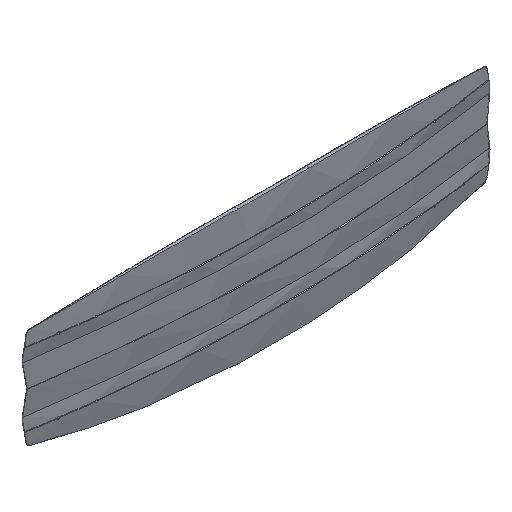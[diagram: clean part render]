
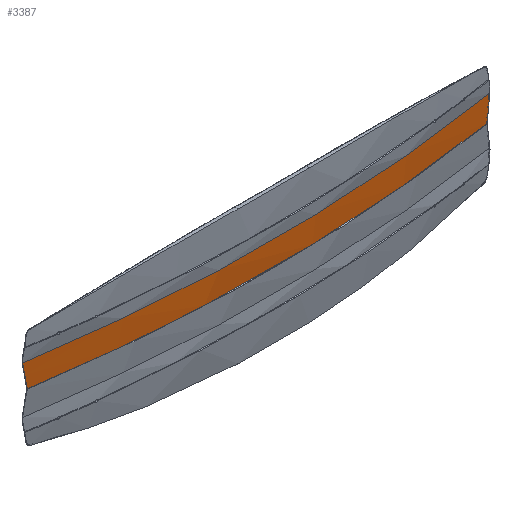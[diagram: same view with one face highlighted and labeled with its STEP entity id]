
A CAD part, isometric view. The second image highlights one B-rep face of the part: STEP entity #3387.
In plain terms, the highlighted free-form (B-spline) face has degree [1, 2] with [2, 3] control points.
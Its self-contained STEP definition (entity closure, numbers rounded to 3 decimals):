
#1123 = VERTEX_POINT('',#1124);
#1124 = CARTESIAN_POINT('',(-983.291,-1.806,
    99.36));
#1130 = EDGE_CURVE('',#1131,#1123,#1133,.T.);
#1131 = VERTEX_POINT('',#1132);
#1132 = CARTESIAN_POINT('',(983.291,-1.806,
    99.36));
#1133 = ( BOUNDED_CURVE() B_SPLINE_CURVE(2,(#1134,#1135,#1136),
.UNSPECIFIED.,.F.,.F.) B_SPLINE_CURVE_WITH_KNOTS((3,3),(1.41,
1.731),.PIECEWISE_BEZIER_KNOTS.) CURVE() 
GEOMETRIC_REPRESENTATION_ITEM() RATIONAL_B_SPLINE_CURVE((1.,
0.987,1.)) REPRESENTATION_ITEM('') );
#1134 = CARTESIAN_POINT('',(983.291,-1.806,
    99.36));
#1135 = CARTESIAN_POINT('',(0.,-160.959,
    99.36));
#1136 = CARTESIAN_POINT('',(-983.291,-1.806,
    99.36));
#3303 = VERTEX_POINT('',#3304);
#3304 = CARTESIAN_POINT('',(967.346,-7.177,
    0.994));
#3310 = EDGE_CURVE('',#3303,#3311,#3313,.T.);
#3311 = VERTEX_POINT('',#3312);
#3312 = CARTESIAN_POINT('',(-967.346,-7.177,
    0.994));
#3313 = ( BOUNDED_CURVE() B_SPLINE_CURVE(2,(#3314,#3315,#3316),
.UNSPECIFIED.,.F.,.F.) B_SPLINE_CURVE_WITH_KNOTS((3,3),(-0.158,
0.158),.PIECEWISE_BEZIER_KNOTS.) CURVE() 
GEOMETRIC_REPRESENTATION_ITEM() RATIONAL_B_SPLINE_CURVE((1.,
0.988,1.)) REPRESENTATION_ITEM('') );
#3314 = CARTESIAN_POINT('',(967.346,-7.177,
    0.994));
#3315 = CARTESIAN_POINT('',(0.,-161.074,
    0.994));
#3316 = CARTESIAN_POINT('',(-967.346,-7.177,
    0.994));
#3368 = EDGE_CURVE('',#3311,#3369,#3371,.T.);
#3369 = VERTEX_POINT('',#3370);
#3370 = CARTESIAN_POINT('',(-976.11,-4.273,
    53.577));
#3371 = ( BOUNDED_CURVE() B_SPLINE_CURVE(2,(#3372,#3373,#3374),
.UNSPECIFIED.,.F.,.F.) B_SPLINE_CURVE_WITH_KNOTS((3,3),(1.894,
1.896),.PIECEWISE_BEZIER_KNOTS.) CURVE() 
GEOMETRIC_REPRESENTATION_ITEM() RATIONAL_B_SPLINE_CURVE((1.,
1.,1.)) REPRESENTATION_ITEM('') );
#3372 = CARTESIAN_POINT('',(-967.346,-7.177,
    0.994));
#3373 = CARTESIAN_POINT('',(-971.729,-5.728,
    27.292));
#3374 = CARTESIAN_POINT('',(-976.11,-4.273,
    53.577));
#3387 = ADVANCED_FACE('',(#3388),#3415,.T.);
#3388 = FACE_BOUND('',#3389,.T.);
#3389 = EDGE_LOOP('',(#3390,#3391,#3399,#3406,#3407,#3414));
#3390 = ORIENTED_EDGE('',*,*,#3310,.F.);
#3391 = ORIENTED_EDGE('',*,*,#3392,.F.);
#3392 = EDGE_CURVE('',#3393,#3303,#3395,.T.);
#3393 = VERTEX_POINT('',#3394);
#3394 = CARTESIAN_POINT('',(976.11,-4.273,
    53.577));
#3395 = ( BOUNDED_CURVE() B_SPLINE_CURVE(2,(#3396,#3397,#3398),
.UNSPECIFIED.,.F.,.F.) B_SPLINE_CURVE_WITH_KNOTS((3,3),(-1.896,
-1.894),.PIECEWISE_BEZIER_KNOTS.) CURVE() 
GEOMETRIC_REPRESENTATION_ITEM() RATIONAL_B_SPLINE_CURVE((1.,
1.,1.)) REPRESENTATION_ITEM('') );
#3396 = CARTESIAN_POINT('',(976.11,-4.273,
    53.577));
#3397 = CARTESIAN_POINT('',(971.729,-5.728,
    27.292));
#3398 = CARTESIAN_POINT('',(967.346,-7.177,
    0.994));
#3399 = ORIENTED_EDGE('',*,*,#3400,.F.);
#3400 = EDGE_CURVE('',#1131,#3393,#3401,.T.);
#3401 = B_SPLINE_CURVE_WITH_KNOTS('',3,(#3402,#3403,#3404,#3405),
  .UNSPECIFIED.,.F.,.F.,(4,4),(-3.286,0.),
  .PIECEWISE_BEZIER_KNOTS.);
#3402 = CARTESIAN_POINT('',(983.291,-1.806,
    99.36));
#3403 = CARTESIAN_POINT('',(981.109,-2.586,
    84.443));
#3404 = CARTESIAN_POINT('',(978.604,-3.444,
    68.542));
#3405 = CARTESIAN_POINT('',(976.11,-4.273,
    53.577));
#3406 = ORIENTED_EDGE('',*,*,#1130,.T.);
#3407 = ORIENTED_EDGE('',*,*,#3408,.F.);
#3408 = EDGE_CURVE('',#3369,#1123,#3409,.T.);
#3409 = B_SPLINE_CURVE_WITH_KNOTS('',3,(#3410,#3411,#3412,#3413),
  .UNSPECIFIED.,.F.,.F.,(4,4),(-3.265,0.),
  .PIECEWISE_BEZIER_KNOTS.);
#3410 = CARTESIAN_POINT('',(-976.11,-4.273,
    53.577));
#3411 = CARTESIAN_POINT('',(-978.604,-3.444,
    68.542));
#3412 = CARTESIAN_POINT('',(-981.109,-2.586,
    84.443));
#3413 = CARTESIAN_POINT('',(-983.291,-1.806,
    99.36));
#3414 = ORIENTED_EDGE('',*,*,#3368,.F.);
#3415 = ( BOUNDED_SURFACE() B_SPLINE_SURFACE(1,2,(
    (#3416,#3417,#3418)
    ,(#3419,#3420,#3421
)),.UNSPECIFIED.,.F.,.F.,.F.) B_SPLINE_SURFACE_WITH_KNOTS((2,2),(3,3),(
    -0.008,0.008),(-0.16,
    0.16),.PIECEWISE_BEZIER_KNOTS.) 
GEOMETRIC_REPRESENTATION_ITEM() RATIONAL_B_SPLINE_SURFACE((
    (1.,0.987,1.)
,(1.,0.987,1.))) REPRESENTATION_ITEM('') SURFACE() );
#3416 = CARTESIAN_POINT('',(983.735,-4.547,
    0.994));
#3417 = CARTESIAN_POINT('',(0.,-163.772,0.994));
#3418 = CARTESIAN_POINT('',(-983.735,-4.547,
    0.994));
#3419 = CARTESIAN_POINT('',(983.291,-1.806,
    99.36));
#3420 = CARTESIAN_POINT('',(0.,-160.959,99.36));
#3421 = CARTESIAN_POINT('',(-983.291,-1.806,
    99.36));
